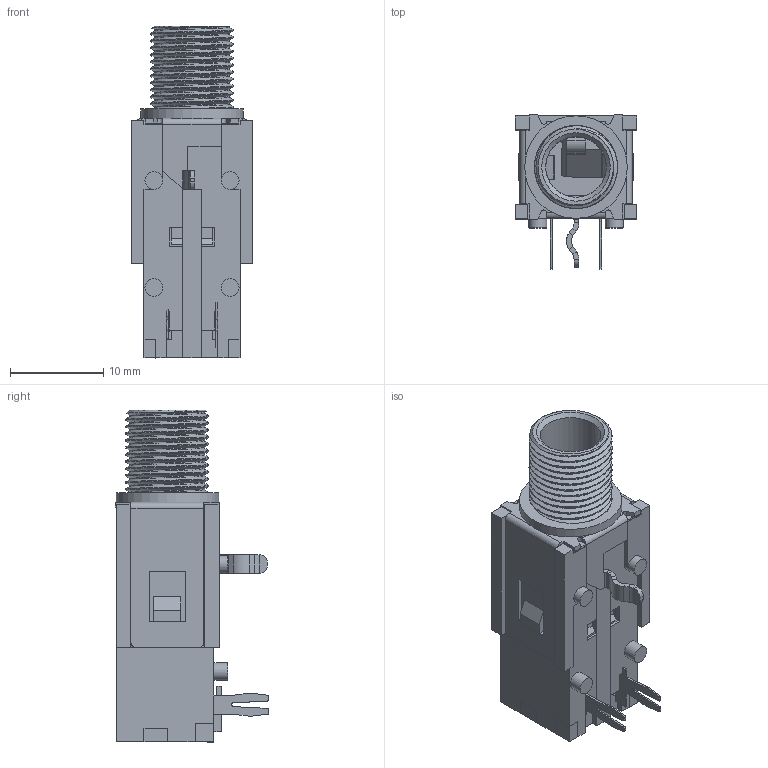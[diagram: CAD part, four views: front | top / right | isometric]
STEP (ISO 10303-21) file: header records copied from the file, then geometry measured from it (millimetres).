
FILE_DESCRIPTION(/* description */ (''),/* implementation_level */ '2;1');
FILE_NAME(/* name */ 'Stereo jack 6.35.step',/* time_stamp */ '2023-11-13T02:09:05+03:00',/* author */ (''),/* organization */ (''),/* preprocessor_version */ 'ST-DEVELOPER v20',/* originating_system */ 'Autodesk Translation Framework v12.14.0.127',/* authorisation */ '');
FILE_SCHEMA (('AUTOMOTIVE_DESIGN { 1 0 10303 214 3 1 1 }'));
Length unit declared in the file: millimetre
Products named in the file (2): Stereo jack 6.35; KMP
Assembly tree (1 placements, depth 2):
  Stereo jack 6.35
    KMP
Bounding box: 13 x 16.5 x 35.62 mm (x, y, z)
Volume: 1963.4 mm3; surface area: 5175 mm2
Topology: 7 solids, 7 shells, 692 faces, 1812 edges, 1136 vertices
Faces by surface type: plane 522, cylinder 144, bspline 14, torus 10, cone 2
Full cylindrical faces by diameter (mm): 1.9 x4, 2.8 x1, 6.5 x1, 7.45 x2, 8.047 x4, 8.908 x7, 11 x1
Entity records: 23090 total; most frequent: CARTESIAN_POINT 6098, ORIENTED_EDGE 3624, DIRECTION 3323, EDGE_CURVE 1812, LINE 1421, VECTOR 1421, VERTEX_POINT 1136, AXIS2_PLACEMENT_3D 951
